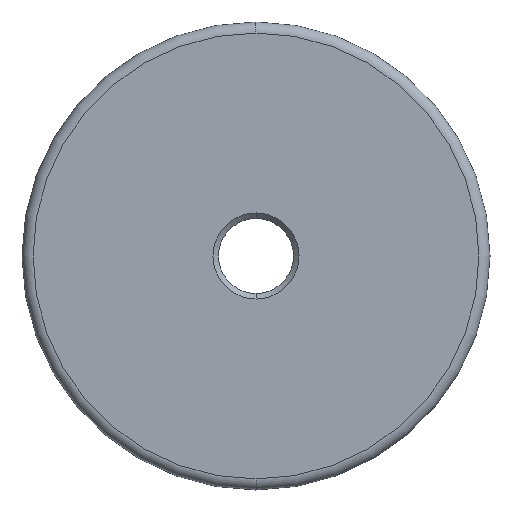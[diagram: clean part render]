
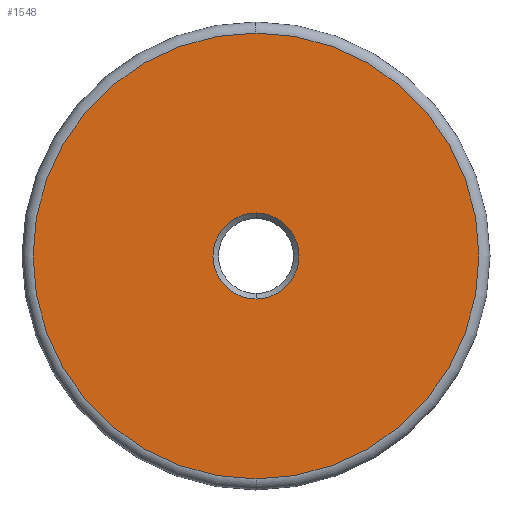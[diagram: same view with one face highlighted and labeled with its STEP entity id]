
A CAD part, left-side view. The second image highlights one B-rep face of the part: STEP entity #1548.
In plain terms, the highlighted planar face has unit normal (-1, 0, 0).
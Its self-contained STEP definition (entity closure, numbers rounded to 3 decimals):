
#9 = DIRECTION ( 'NONE',  ( 0., 0., -1. ) ) ;
#16 = CIRCLE ( 'NONE', #536, 3.9 ) ;
#117 = ORIENTED_EDGE ( 'NONE', *, *, #1241, .T. ) ;
#120 = VERTEX_POINT ( 'NONE', #969 ) ;
#140 = CARTESIAN_POINT ( 'NONE',  ( 8.684, 0., 0. ) ) ;
#163 = DIRECTION ( 'NONE',  ( 0., 0., -1. ) ) ;
#194 = ORIENTED_EDGE ( 'NONE', *, *, #924, .T. ) ;
#212 = CARTESIAN_POINT ( 'NONE',  ( 8.684, 0., -3.9 ) ) ;
#319 = EDGE_LOOP ( 'NONE', ( #874, #194 ) ) ;
#339 = EDGE_CURVE ( 'NONE', #606, #573, #796, .T. ) ;
#373 = DIRECTION ( 'NONE',  ( 1., 0., 0. ) ) ;
#478 = CARTESIAN_POINT ( 'NONE',  ( 8.684, 0., 0. ) ) ;
#536 = AXIS2_PLACEMENT_3D ( 'NONE', #896, #798, #1012 ) ;
#555 = DIRECTION ( 'NONE',  ( -1., 0., 0. ) ) ;
#573 = VERTEX_POINT ( 'NONE', #212 ) ;
#606 = VERTEX_POINT ( 'NONE', #1560 ) ;
#629 = AXIS2_PLACEMENT_3D ( 'NONE', #694, #555, #1393 ) ;
#659 = FACE_BOUND ( 'NONE', #319, .T. ) ;
#688 = AXIS2_PLACEMENT_3D ( 'NONE', #478, #840, #9 ) ;
#694 = CARTESIAN_POINT ( 'NONE',  ( 8.684, 0., 0. ) ) ;
#725 = EDGE_LOOP ( 'NONE', ( #1518, #117 ) ) ;
#736 = AXIS2_PLACEMENT_3D ( 'NONE', #1494, #885, #163 ) ;
#737 = CIRCLE ( 'NONE', #629, 20.2 ) ;
#743 = EDGE_CURVE ( 'NONE', #120, #827, #1297, .T. ) ;
#760 = CARTESIAN_POINT ( 'NONE',  ( 8.684, 0., 20.2 ) ) ;
#796 = CIRCLE ( 'NONE', #736, 3.9 ) ;
#798 = DIRECTION ( 'NONE',  ( 1., 0., 0. ) ) ;
#827 = VERTEX_POINT ( 'NONE', #760 ) ;
#840 = DIRECTION ( 'NONE',  ( -1., 0., 0. ) ) ;
#864 = AXIS2_PLACEMENT_3D ( 'NONE', #140, #373, #1242 ) ;
#874 = ORIENTED_EDGE ( 'NONE', *, *, #339, .T. ) ;
#885 = DIRECTION ( 'NONE',  ( 1., 0., 0. ) ) ;
#896 = CARTESIAN_POINT ( 'NONE',  ( 8.684, 0., 0. ) ) ;
#901 = FACE_OUTER_BOUND ( 'NONE', #725, .T. ) ;
#924 = EDGE_CURVE ( 'NONE', #573, #606, #16, .T. ) ;
#969 = CARTESIAN_POINT ( 'NONE',  ( 8.684, 0., -20.2 ) ) ;
#1012 = DIRECTION ( 'NONE',  ( 0., 0., -1. ) ) ;
#1118 = PLANE ( 'NONE',  #864 ) ;
#1241 = EDGE_CURVE ( 'NONE', #827, #120, #737, .T. ) ;
#1242 = DIRECTION ( 'NONE',  ( 0., 0., -1. ) ) ;
#1297 = CIRCLE ( 'NONE', #688, 20.2 ) ;
#1393 = DIRECTION ( 'NONE',  ( 0., 0., -1. ) ) ;
#1494 = CARTESIAN_POINT ( 'NONE',  ( 8.684, 0., 0. ) ) ;
#1518 = ORIENTED_EDGE ( 'NONE', *, *, #743, .T. ) ;
#1548 = ADVANCED_FACE ( 'NONE', ( #659, #901 ), #1118, .F. ) ;
#1560 = CARTESIAN_POINT ( 'NONE',  ( 8.684, 0., 3.9 ) ) ;
